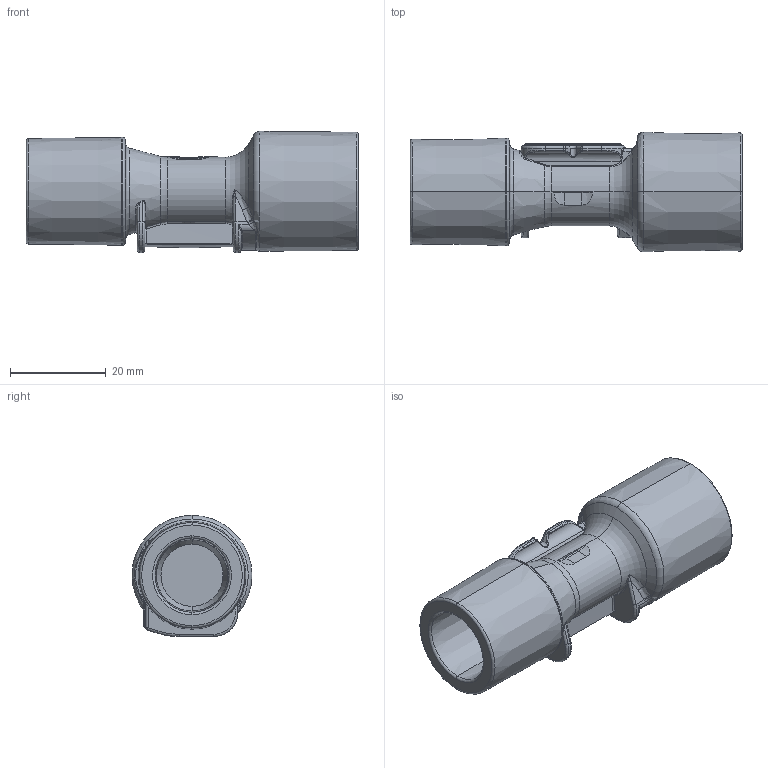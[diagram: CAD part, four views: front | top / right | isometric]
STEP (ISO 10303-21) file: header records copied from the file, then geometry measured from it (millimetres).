
FILE_DESCRIPTION (( 'STEP AP214' ), '1' );
FILE_NAME ('142119-00_Publikationsmodell SFM3300-D.step', '2020-01-07T16:37:24', ( '' ), ( '' ), 'SwSTEP 2.0', 'SolidWorks 2019', '' );
FILE_SCHEMA (( 'AUTOMOTIVE_DESIGN' ));
Length unit declared in the file: millimetre
Products named in the file (1): 142119-00_Publikationsmodell SFM3300-D
Bounding box: 69.3 x 25.01 x 25.31 mm (x, y, z)
Volume: 15610.7 mm3; surface area: 10681.5 mm2
Topology: 1 solids, 1 shells, 465 faces, 1163 edges, 700 vertices
Faces by surface type: plane 144, cylinder 111, bspline 101, torus 69, cone 34, sphere 6
Entity records: 22027 total; most frequent: CARTESIAN_POINT 6571, ORIENTED_EDGE 2302, DIRECTION 2002, EDGE_CURVE 1151, AXIS2_PLACEMENT_3D 775, VERTEX_POINT 700, EDGE_LOOP 477, UNCERTAINTY_MEASURE_WITH_UNIT 468
